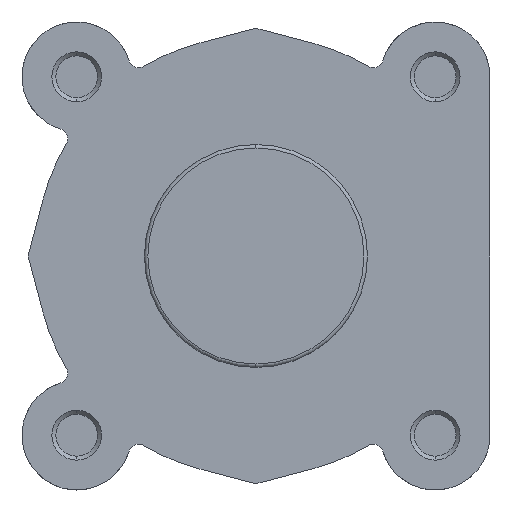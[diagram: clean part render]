
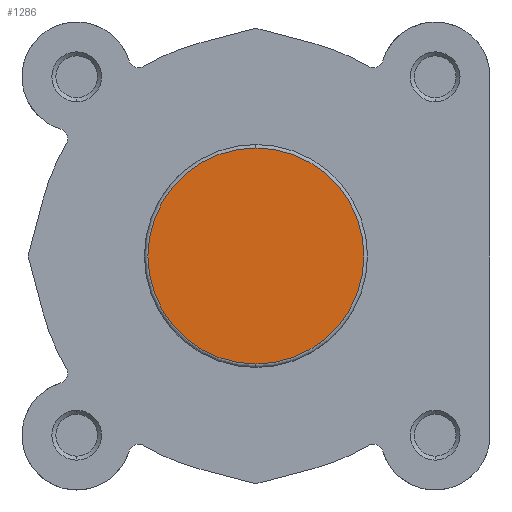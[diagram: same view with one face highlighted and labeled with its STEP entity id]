
A CAD part, left-side view. The second image highlights one B-rep face of the part: STEP entity #1286.
In plain terms, the highlighted planar face has unit normal (-1, 0, 0).
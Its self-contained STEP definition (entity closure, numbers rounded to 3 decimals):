
#479 = ORIENTED_EDGE ( 'NONE', *, *, #906, .T. ) ;
#480 = ORIENTED_EDGE ( 'NONE', *, *, #777, .T. ) ;
#777 = EDGE_CURVE ( 'NONE', #1834, #1783, #2908, .T. ) ;
#906 = EDGE_CURVE ( 'NONE', #1783, #1834, #3085, .T. ) ;
#1286 = ADVANCED_FACE ( 'NONE', ( #6990 ), #5906, .F. ) ;
#1783 = VERTEX_POINT ( 'NONE', #6475 ) ;
#1834 = VERTEX_POINT ( 'NONE', #6512 ) ;
#2630 = EDGE_LOOP ( 'NONE', ( #479, #480 ) ) ;
#2908 = CIRCLE ( 'NONE', #3626, 21.7 ) ;
#3085 = CIRCLE ( 'NONE', #3704, 21.7 ) ;
#3626 = AXIS2_PLACEMENT_3D ( 'NONE', #4326, #4334, #4335 ) ;
#3704 = AXIS2_PLACEMENT_3D ( 'NONE', #4674, #4682, #4683 ) ;
#4031 = AXIS2_PLACEMENT_3D ( 'NONE', #5913, #5921, #5922 ) ;
#4326 = CARTESIAN_POINT ( 'NONE',  ( 0., 0., 0. ) ) ;
#4334 = DIRECTION ( 'NONE',  ( -1., 0., 0. ) ) ;
#4335 = DIRECTION ( 'NONE',  ( 0., 0., -1. ) ) ;
#4674 = CARTESIAN_POINT ( 'NONE',  ( 0., 0., 0. ) ) ;
#4682 = DIRECTION ( 'NONE',  ( -1., 0., 0. ) ) ;
#4683 = DIRECTION ( 'NONE',  ( 0., 0., -1. ) ) ;
#5906 = PLANE ( 'NONE',  #4031 ) ;
#5913 = CARTESIAN_POINT ( 'NONE',  ( 0., 22.4, 0. ) ) ;
#5921 = DIRECTION ( 'NONE',  ( 1., 0., 0. ) ) ;
#5922 = DIRECTION ( 'NONE',  ( 0., 0., -1. ) ) ;
#6475 = CARTESIAN_POINT ( 'NONE',  ( 0., 0., -21.7 ) ) ;
#6512 = CARTESIAN_POINT ( 'NONE',  ( 0., 0., 21.7 ) ) ;
#6990 = FACE_OUTER_BOUND ( 'NONE', #2630, .T. ) ;
